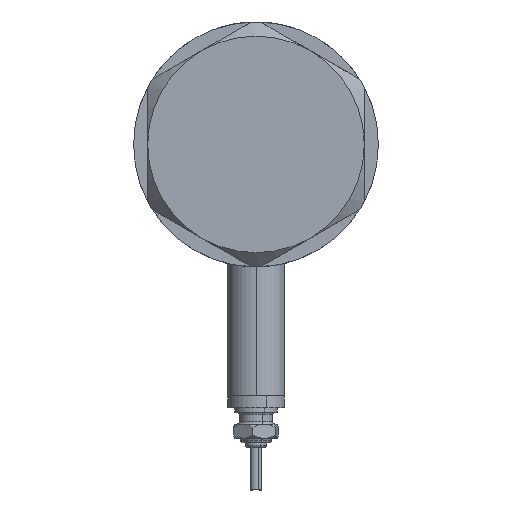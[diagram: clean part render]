
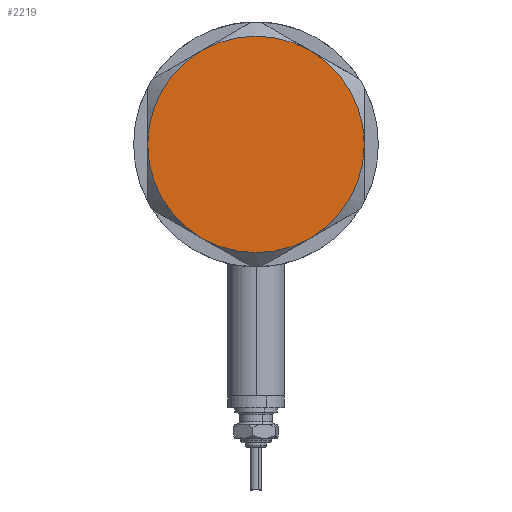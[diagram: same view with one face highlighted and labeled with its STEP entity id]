
A CAD part, left-side view. The second image highlights one B-rep face of the part: STEP entity #2219.
In plain terms, the highlighted face is planar.
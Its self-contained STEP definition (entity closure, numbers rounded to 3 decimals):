
#97 = DIRECTION ( 'NONE',  ( 1., 0., 0. ) ) ;
#108 = DIRECTION ( 'NONE',  ( 0., 0., 1. ) ) ;
#175 = CARTESIAN_POINT ( 'NONE',  ( -11.5, 19.919, 9. ) ) ;
#354 = DIRECTION ( 'NONE',  ( 0., 0., 1. ) ) ;
#447 = EDGE_CURVE ( 'NONE', #712, #4906, #3678, .T. ) ;
#579 = PLANE ( 'NONE',  #1664 ) ;
#639 = CIRCLE ( 'NONE', #5940, 23. ) ;
#712 = VERTEX_POINT ( 'NONE', #5161 ) ;
#803 = CARTESIAN_POINT ( 'NONE',  ( 0., 0., 9. ) ) ;
#859 = ORIENTED_EDGE ( 'NONE', *, *, #1613, .T. ) ;
#967 = DIRECTION ( 'NONE',  ( 0., 0., 1. ) ) ;
#998 = VERTEX_POINT ( 'NONE', #175 ) ;
#1049 = AXIS2_PLACEMENT_3D ( 'NONE', #803, #354, #3194 ) ;
#1099 = ORIENTED_EDGE ( 'NONE', *, *, #447, .T. ) ;
#1194 = EDGE_CURVE ( 'NONE', #5977, #998, #639, .T. ) ;
#1263 = EDGE_LOOP ( 'NONE', ( #1099, #4791, #3521, #1985, #1352, #859 ) ) ;
#1305 = DIRECTION ( 'NONE',  ( 1., 0., 0. ) ) ;
#1311 = EDGE_CURVE ( 'NONE', #5930, #5153, #3899, .T. ) ;
#1352 = ORIENTED_EDGE ( 'NONE', *, *, #1311, .T. ) ;
#1453 = CIRCLE ( 'NONE', #2289, 23. ) ;
#1613 = EDGE_CURVE ( 'NONE', #5153, #712, #5438, .T. ) ;
#1664 = AXIS2_PLACEMENT_3D ( 'NONE', #2536, #4476, #97 ) ;
#1753 = DIRECTION ( 'NONE',  ( 0., 0., 1. ) ) ;
#1985 = ORIENTED_EDGE ( 'NONE', *, *, #5656, .T. ) ;
#2216 = DIRECTION ( 'NONE',  ( 0., 0., 1. ) ) ;
#2219 = ADVANCED_FACE ( 'NONE', ( #3477 ), #579, .T. ) ;
#2289 = AXIS2_PLACEMENT_3D ( 'NONE', #3733, #1753, #1305 ) ;
#2381 = DIRECTION ( 'NONE',  ( 1., 0., 0. ) ) ;
#2472 = EDGE_CURVE ( 'NONE', #4906, #5977, #1453, .T. ) ;
#2536 = CARTESIAN_POINT ( 'NONE',  ( 0., 0., 9. ) ) ;
#2699 = DIRECTION ( 'NONE',  ( 1., 0., 0. ) ) ;
#2958 = CARTESIAN_POINT ( 'NONE',  ( 11.5, 19.919, 9. ) ) ;
#3090 = AXIS2_PLACEMENT_3D ( 'NONE', #5288, #967, #2381 ) ;
#3194 = DIRECTION ( 'NONE',  ( 1., 0., 0. ) ) ;
#3236 = DIRECTION ( 'NONE',  ( 0., 0., 1. ) ) ;
#3477 = FACE_OUTER_BOUND ( 'NONE', #1263, .T. ) ;
#3521 = ORIENTED_EDGE ( 'NONE', *, *, #1194, .T. ) ;
#3528 = CARTESIAN_POINT ( 'NONE',  ( 0., 0., 9. ) ) ;
#3670 = CARTESIAN_POINT ( 'NONE',  ( 0., 0., 9. ) ) ;
#3678 = CIRCLE ( 'NONE', #4097, 23. ) ;
#3733 = CARTESIAN_POINT ( 'NONE',  ( 0., 0., 9. ) ) ;
#3899 = CIRCLE ( 'NONE', #3090, 23. ) ;
#3939 = AXIS2_PLACEMENT_3D ( 'NONE', #4256, #2216, #6237 ) ;
#4097 = AXIS2_PLACEMENT_3D ( 'NONE', #3528, #108, #5415 ) ;
#4256 = CARTESIAN_POINT ( 'NONE',  ( 0., 0., 9. ) ) ;
#4476 = DIRECTION ( 'NONE',  ( 0., 0., 1. ) ) ;
#4563 = CIRCLE ( 'NONE', #3939, 23. ) ;
#4791 = ORIENTED_EDGE ( 'NONE', *, *, #2472, .T. ) ;
#4899 = CARTESIAN_POINT ( 'NONE',  ( -23., 0., 9. ) ) ;
#4906 = VERTEX_POINT ( 'NONE', #6254 ) ;
#5153 = VERTEX_POINT ( 'NONE', #5541 ) ;
#5161 = CARTESIAN_POINT ( 'NONE',  ( 11.5, -19.919, 9. ) ) ;
#5288 = CARTESIAN_POINT ( 'NONE',  ( 0., 0., 9. ) ) ;
#5415 = DIRECTION ( 'NONE',  ( 1., 0., 0. ) ) ;
#5438 = CIRCLE ( 'NONE', #1049, 23. ) ;
#5541 = CARTESIAN_POINT ( 'NONE',  ( -11.5, -19.919, 9. ) ) ;
#5656 = EDGE_CURVE ( 'NONE', #998, #5930, #4563, .T. ) ;
#5930 = VERTEX_POINT ( 'NONE', #4899 ) ;
#5940 = AXIS2_PLACEMENT_3D ( 'NONE', #3670, #3236, #2699 ) ;
#5977 = VERTEX_POINT ( 'NONE', #2958 ) ;
#6237 = DIRECTION ( 'NONE',  ( 1., 0., 0. ) ) ;
#6254 = CARTESIAN_POINT ( 'NONE',  ( 23., 0., 9. ) ) ;
